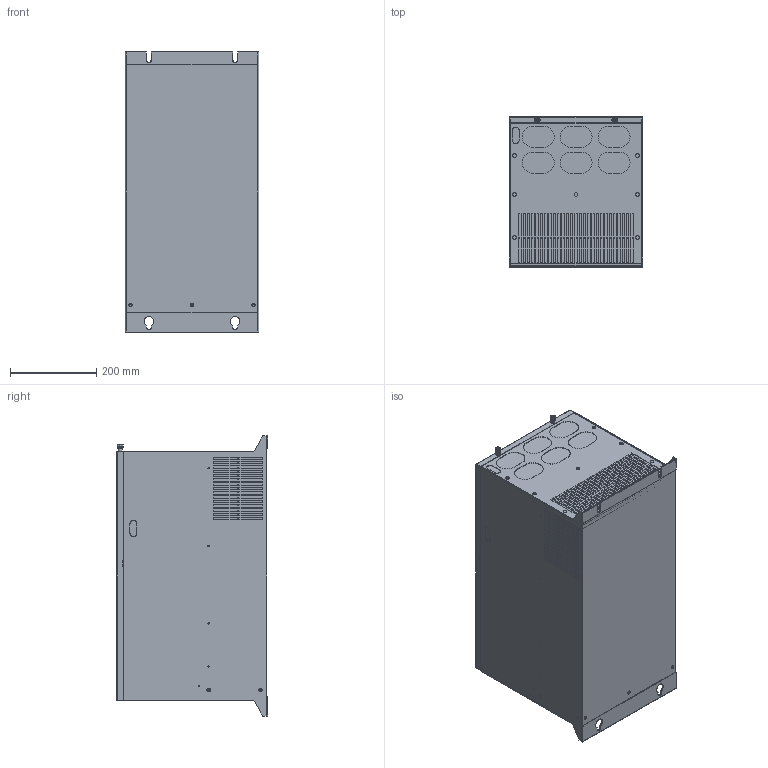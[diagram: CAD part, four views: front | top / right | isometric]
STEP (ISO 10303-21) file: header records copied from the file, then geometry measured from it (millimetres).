
FILE_DESCRIPTION (( 'STEP AP203' ), '1' );
FILE_NAME ('FR500H-4T-(132-160)KW.STEP', '2023-08-23T08:10:10', ( '' ), ( '' ), 'SwSTEP 2.0', 'SolidWorks 2022', '' );
FILE_SCHEMA (( 'CONFIG_CONTROL_DESIGN' ));
Length unit declared in the file: millimetre
Products named in the file (1): FR500H-4T-(132-160)KW
Bounding box: 310 x 351 x 652.98 mm (x, y, z)
Volume: 61478240.9 mm3; surface area: 2504662.1 mm2
Topology: 2 solids, 2 shells, 2080 faces, 5897 edges, 3818 vertices
Faces by surface type: plane 1523, cylinder 426, cone 107, bspline 16, torus 8
Entity records: 69842 total; most frequent: CARTESIAN_POINT 15484, ORIENTED_EDGE 11794, DIRECTION 10525, EDGE_CURVE 5897, VECTOR 4151, LINE 4151, VERTEX_POINT 3818, AXIS2_PLACEMENT_3D 3187
